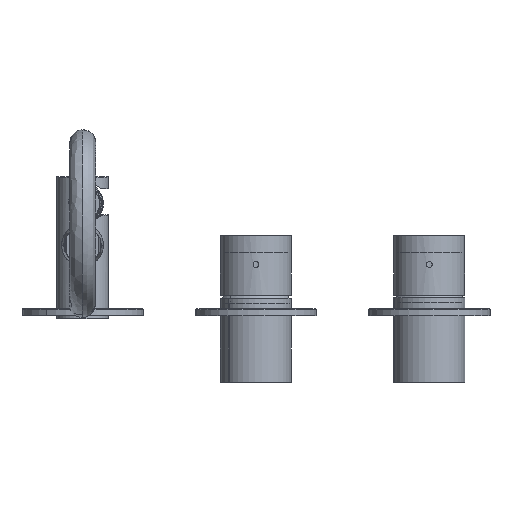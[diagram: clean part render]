
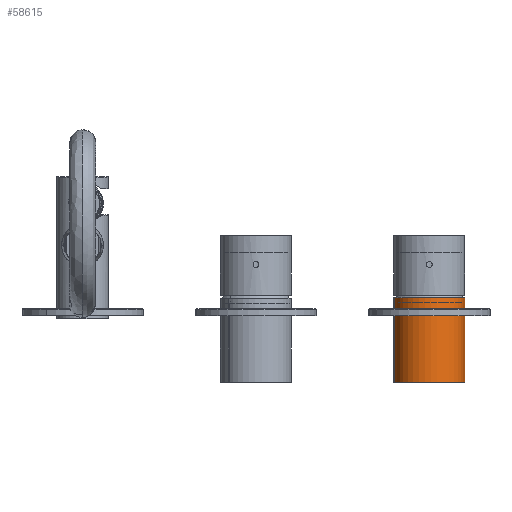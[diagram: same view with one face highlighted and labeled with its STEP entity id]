
A CAD part, front view. The second image highlights one B-rep face of the part: STEP entity #58615.
In plain terms, the highlighted cylindrical face has radius 20.5 mm (diameter 41 mm), a partial arc.
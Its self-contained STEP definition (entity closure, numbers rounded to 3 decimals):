
#865 = DIRECTION ( 'NONE',  ( 0., 1., 0. ) ) ;
#4243 = ORIENTED_EDGE ( 'NONE', *, *, #69895, .T. ) ;
#5357 = FACE_OUTER_BOUND ( 'NONE', #45683, .T. ) ;
#7244 = EDGE_CURVE ( 'NONE', #10953, #63951, #23209, .T. ) ;
#9880 = CARTESIAN_POINT ( 'NONE',  ( 0., 0., 0. ) ) ;
#10512 = CARTESIAN_POINT ( 'NONE',  ( 0., -48.6, 20.5 ) ) ;
#10953 = VERTEX_POINT ( 'NONE', #36830 ) ;
#17697 = CYLINDRICAL_SURFACE ( 'NONE', #51965, 20.5 ) ;
#22165 = DIRECTION ( 'NONE',  ( 0., -1., 0. ) ) ;
#23209 = LINE ( 'NONE', #10512, #58182 ) ;
#24011 = VECTOR ( 'NONE', #865, 1000. ) ;
#36830 = CARTESIAN_POINT ( 'NONE',  ( 0., -48.6, 20.5 ) ) ;
#37925 = AXIS2_PLACEMENT_3D ( 'NONE', #45651, #39661, #63983 ) ;
#39284 = CIRCLE ( 'NONE', #64698, 20.5 ) ;
#39661 = DIRECTION ( 'NONE',  ( 0., 1., 0. ) ) ;
#39965 = CARTESIAN_POINT ( 'NONE',  ( 0., 0., -20.5 ) ) ;
#39976 = VERTEX_POINT ( 'NONE', #39965 ) ;
#41968 = CARTESIAN_POINT ( 'NONE',  ( 0., -48.6, 0. ) ) ;
#43906 = DIRECTION ( 'NONE',  ( 0., 0., 1. ) ) ;
#44648 = EDGE_CURVE ( 'NONE', #72719, #10953, #74832, .T. ) ;
#45616 = CARTESIAN_POINT ( 'NONE',  ( 0., -48.6, -20.5 ) ) ;
#45651 = CARTESIAN_POINT ( 'NONE',  ( 0., -48.6, 0. ) ) ;
#45683 = EDGE_LOOP ( 'NONE', ( #68710, #54062, #53152, #4243 ) ) ;
#49000 = CARTESIAN_POINT ( 'NONE',  ( 0., 0., 20.5 ) ) ;
#51707 = DIRECTION ( 'NONE',  ( 0., 0., 1. ) ) ;
#51965 = AXIS2_PLACEMENT_3D ( 'NONE', #41968, #60345, #43906 ) ;
#53152 = ORIENTED_EDGE ( 'NONE', *, *, #7244, .T. ) ;
#54062 = ORIENTED_EDGE ( 'NONE', *, *, #44648, .T. ) ;
#58182 = VECTOR ( 'NONE', #65445, 1000. ) ;
#58615 = ADVANCED_FACE ( 'NONE', ( #5357 ), #17697, .T. ) ;
#59598 = EDGE_CURVE ( 'NONE', #72719, #39976, #73727, .T. ) ;
#60345 = DIRECTION ( 'NONE',  ( 0., 1., 0. ) ) ;
#61407 = CARTESIAN_POINT ( 'NONE',  ( 0., -48.6, -20.5 ) ) ;
#63951 = VERTEX_POINT ( 'NONE', #49000 ) ;
#63983 = DIRECTION ( 'NONE',  ( 0., 0., 1. ) ) ;
#64698 = AXIS2_PLACEMENT_3D ( 'NONE', #9880, #22165, #51707 ) ;
#65445 = DIRECTION ( 'NONE',  ( 0., 1., 0. ) ) ;
#68710 = ORIENTED_EDGE ( 'NONE', *, *, #59598, .F. ) ;
#69895 = EDGE_CURVE ( 'NONE', #63951, #39976, #39284, .T. ) ;
#72719 = VERTEX_POINT ( 'NONE', #45616 ) ;
#73727 = LINE ( 'NONE', #61407, #24011 ) ;
#74832 = CIRCLE ( 'NONE', #37925, 20.5 ) ;
